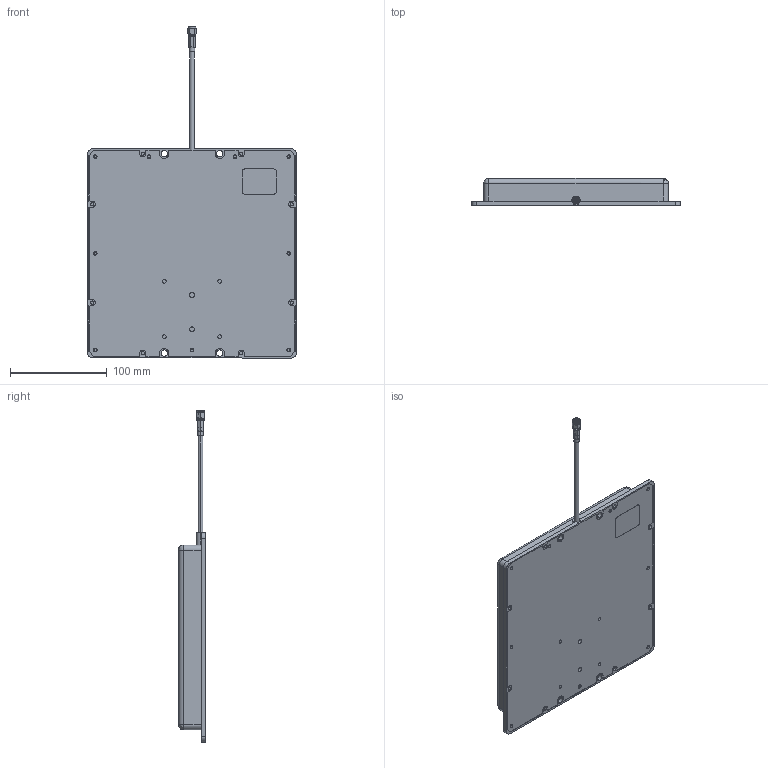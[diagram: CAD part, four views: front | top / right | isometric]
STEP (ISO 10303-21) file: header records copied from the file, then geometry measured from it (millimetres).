
FILE_DESCRIPTION (( 'STEP AP214' ), '1' );
FILE_NAME ('HG908PCR-SM_3D REV B.STEP', '2020-11-06T18:02:51', ( '' ), ( '' ), 'SwSTEP 2.0', 'SolidWorks 2018', '' );
FILE_SCHEMA (( 'AUTOMOTIVE_DESIGN' ));
Length unit declared in the file: inch
Products named in the file (7): XA-HG908PCR-XX; HEATSH-HEX_stepd_195White; HG908PCR-SM_3D REV B; XF072-1001110; 1AB01-024_without knurling; XF117-1021100; CA-195RW-FOOT^XA-HG908PCR-XX_CA-195RW-FOOT
Assembly tree (6 placements, depth 3):
  HG908PCR-SM_3D REV B
    XA-HG908PCR-XX
      XF117-1021100
      XF072-1001110
      CA-195RW-FOOT^XA-HG908PCR-XX_CA-195RW-FOOT
    HEATSH-HEX_stepd_195White
    1AB01-024_without knurling
Bounding box: 215.9 x 27.81 x 342.65 mm (x, y, z)
Volume: 242728.8 mm3; surface area: 231934.3 mm2
Topology: 5 solids, 5 shells, 567 faces, 1370 edges, 859 vertices
Faces by surface type: cylinder 233, plane 212, cone 62, torus 44, sphere 11, bspline 5
Entity records: 23587 total; most frequent: CARTESIAN_POINT 3552, DIRECTION 3059, ORIENTED_EDGE 2718, EDGE_CURVE 1359, AXIS2_PLACEMENT_3D 1184, VERTEX_POINT 857, VECTOR 691, LINE 691
